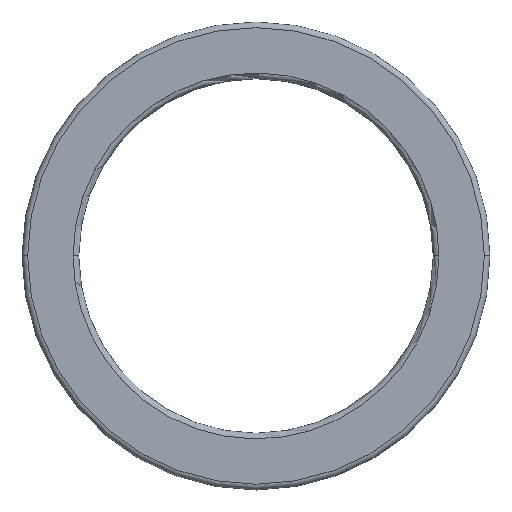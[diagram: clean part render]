
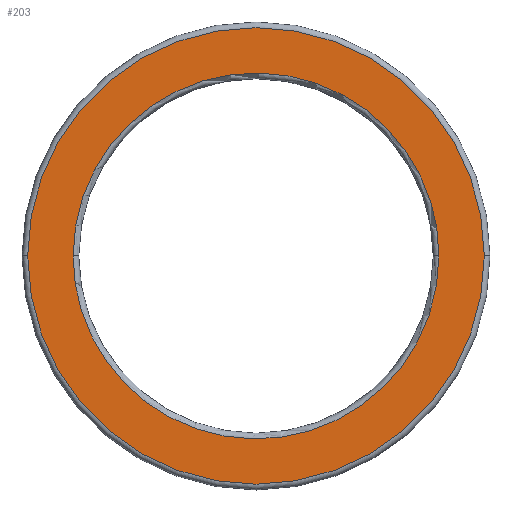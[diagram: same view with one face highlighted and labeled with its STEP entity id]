
A CAD part, top view. The second image highlights one B-rep face of the part: STEP entity #203.
In plain terms, the highlighted planar face has unit normal (0, 0, 1).
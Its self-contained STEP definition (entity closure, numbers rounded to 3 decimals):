
#54=AXIS2_PLACEMENT_3D('Circle Axis2P3D',#52,#53,$) ;
#123=AXIS2_PLACEMENT_3D('Circle Axis2P3D',#121,#122,$) ;
#137=AXIS2_PLACEMENT_3D('Plane Axis2P3D',#134,#135,#136) ;
#49=CARTESIAN_POINT('Vertex',(0.2,8.25,2.)) ;
#52=CARTESIAN_POINT('Axis2P3D Location',(8.25,8.25,2.)) ;
#56=CARTESIAN_POINT('Vertex',(16.3,8.25,2.)) ;
#121=CARTESIAN_POINT('Axis2P3D Location',(8.25,8.25,2.)) ;
#134=CARTESIAN_POINT('Axis2P3D Location',(8.25,8.25,2.)) ;
#144=CARTESIAN_POINT('Control Point',(14.7,8.25,2.)) ;
#145=CARTESIAN_POINT('Control Point',(14.7,7.628,2.)) ;
#146=CARTESIAN_POINT('Control Point',(14.625,7.006,2.)) ;
#147=CARTESIAN_POINT('Control Point',(14.475,6.396,2.)) ;
#148=CARTESIAN_POINT('Control Point',(14.031,5.224,2.)) ;
#149=CARTESIAN_POINT('Control Point',(13.321,4.191,2.)) ;
#150=CARTESIAN_POINT('Control Point',(12.905,3.72,2.)) ;
#151=CARTESIAN_POINT('Control Point',(11.968,2.888,2.)) ;
#152=CARTESIAN_POINT('Control Point',(10.86,2.302,2.)) ;
#153=CARTESIAN_POINT('Control Point',(10.274,2.078,2.)) ;
#154=CARTESIAN_POINT('Control Point',(9.058,1.775,2.)) ;
#155=CARTESIAN_POINT('Control Point',(7.804,1.77,2.)) ;
#156=CARTESIAN_POINT('Control Point',(7.18,1.843,2.)) ;
#157=CARTESIAN_POINT('Control Point',(5.963,2.139,2.)) ;
#158=CARTESIAN_POINT('Control Point',(4.85,2.716,2.)) ;
#159=CARTESIAN_POINT('Control Point',(4.331,3.07,2.)) ;
#160=CARTESIAN_POINT('Control Point',(3.389,3.897,2.)) ;
#161=CARTESIAN_POINT('Control Point',(2.671,4.924,2.)) ;
#162=CARTESIAN_POINT('Control Point',(2.376,5.478,2.)) ;
#163=CARTESIAN_POINT('Control Point',(2.034,6.364,2.)) ;
#164=CARTESIAN_POINT('Control Point',(1.86,7.291,2.)) ;
#165=CARTESIAN_POINT('Control Point',(1.82,7.61,2.)) ;
#166=CARTESIAN_POINT('Control Point',(1.8,7.93,2.)) ;
#167=CARTESIAN_POINT('Control Point',(1.8,8.25,2.)) ;
#168=CARTESIAN_POINT('Vertex',(14.7,8.25,2.)) ;
#170=CARTESIAN_POINT('Vertex',(1.8,8.25,2.)) ;
#174=CARTESIAN_POINT('Control Point',(1.8,8.25,2.)) ;
#175=CARTESIAN_POINT('Control Point',(1.8,8.872,2.)) ;
#176=CARTESIAN_POINT('Control Point',(1.875,9.494,2.)) ;
#177=CARTESIAN_POINT('Control Point',(2.025,10.104,2.)) ;
#178=CARTESIAN_POINT('Control Point',(2.469,11.276,2.)) ;
#179=CARTESIAN_POINT('Control Point',(3.179,12.309,2.)) ;
#180=CARTESIAN_POINT('Control Point',(3.595,12.78,2.)) ;
#181=CARTESIAN_POINT('Control Point',(4.532,13.612,2.)) ;
#182=CARTESIAN_POINT('Control Point',(5.64,14.198,2.)) ;
#183=CARTESIAN_POINT('Control Point',(6.226,14.422,2.)) ;
#184=CARTESIAN_POINT('Control Point',(7.442,14.725,2.)) ;
#185=CARTESIAN_POINT('Control Point',(8.696,14.73,2.)) ;
#186=CARTESIAN_POINT('Control Point',(9.32,14.657,2.)) ;
#187=CARTESIAN_POINT('Control Point',(10.537,14.361,2.)) ;
#188=CARTESIAN_POINT('Control Point',(11.65,13.784,2.)) ;
#189=CARTESIAN_POINT('Control Point',(12.169,13.43,2.)) ;
#190=CARTESIAN_POINT('Control Point',(13.111,12.603,2.)) ;
#191=CARTESIAN_POINT('Control Point',(13.829,11.576,2.)) ;
#192=CARTESIAN_POINT('Control Point',(14.124,11.022,2.)) ;
#193=CARTESIAN_POINT('Control Point',(14.466,10.136,2.)) ;
#194=CARTESIAN_POINT('Control Point',(14.64,9.209,2.)) ;
#195=CARTESIAN_POINT('Control Point',(14.68,8.89,2.)) ;
#196=CARTESIAN_POINT('Control Point',(14.7,8.57,2.)) ;
#197=CARTESIAN_POINT('Control Point',(14.7,8.25,2.)) ;
#53=DIRECTION('Axis2P3D Direction',(0.,0.,1.)) ;
#122=DIRECTION('Axis2P3D Direction',(0.,0.,1.)) ;
#135=DIRECTION('Axis2P3D Direction',(0.,0.,1.)) ;
#136=DIRECTION('Axis2P3D XDirection',(1.,0.,0.)) ;
#140=ORIENTED_EDGE('',*,*,#58,.T.) ;
#141=ORIENTED_EDGE('',*,*,#125,.T.) ;
#200=ORIENTED_EDGE('',*,*,#172,.T.) ;
#201=ORIENTED_EDGE('',*,*,#198,.T.) ;
#202=FACE_BOUND('',#199,.T.) ;
#203=ADVANCED_FACE('Verrundung1',(#142,#202),#138,.T.) ;
#143=B_SPLINE_CURVE_WITH_KNOTS('',5,(#144,#145,#146,#147,#148,#149,#150,#151,#152,#153,#154,#155,#156,#157,#158,#159,#160,#161,#162,#163,#164,#165,#166,#167),.UNSPECIFIED.,.F.,.U.,(6,3,3,3,3,3,3,6),(0.,4.409,8.818,13.226,17.635,22.044,26.453,28.722),.UNSPECIFIED.) ;
#173=B_SPLINE_CURVE_WITH_KNOTS('',5,(#174,#175,#176,#177,#178,#179,#180,#181,#182,#183,#184,#185,#186,#187,#188,#189,#190,#191,#192,#193,#194,#195,#196,#197),.UNSPECIFIED.,.F.,.U.,(6,3,3,3,3,3,3,6),(0.,4.409,8.818,13.226,17.635,22.044,26.453,28.722),.UNSPECIFIED.) ;
#55=CIRCLE('generated circle',#54,8.05) ;
#124=CIRCLE('generated circle',#123,8.05) ;
#58=EDGE_CURVE('',#57,#50,#55,.T.) ;
#125=EDGE_CURVE('',#50,#57,#124,.T.) ;
#172=EDGE_CURVE('',#169,#171,#143,.T.) ;
#198=EDGE_CURVE('',#171,#169,#173,.T.) ;
#139=EDGE_LOOP('',(#140,#141)) ;
#199=EDGE_LOOP('',(#200,#201)) ;
#142=FACE_OUTER_BOUND('',#139,.T.) ;
#138=PLANE('',#137) ;
#50=VERTEX_POINT('',#49) ;
#57=VERTEX_POINT('',#56) ;
#169=VERTEX_POINT('',#168) ;
#171=VERTEX_POINT('',#170) ;
